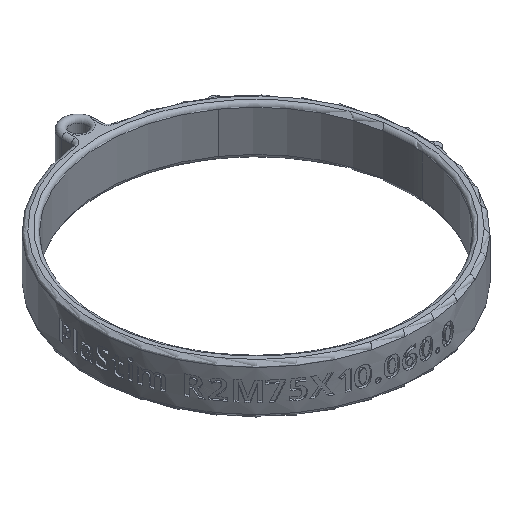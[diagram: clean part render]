
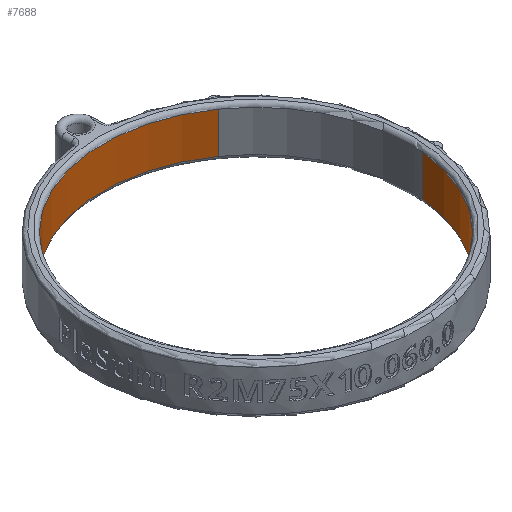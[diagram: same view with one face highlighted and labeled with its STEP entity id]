
A CAD part, isometric view. The second image highlights one B-rep face of the part: STEP entity #7688.
In plain terms, the highlighted cylindrical face has radius 37.5 mm (diameter 75 mm), a partial arc.
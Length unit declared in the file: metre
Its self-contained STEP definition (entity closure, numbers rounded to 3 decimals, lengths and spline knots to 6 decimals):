
#1024=CIRCLE('',#8187,0.0375);
#1031=CIRCLE('',#8195,0.0375);
#3319=ORIENTED_EDGE('',*,*,#4484,.T.);
#3320=ORIENTED_EDGE('',*,*,#4501,.T.);
#3321=ORIENTED_EDGE('',*,*,#4496,.F.);
#3322=ORIENTED_EDGE('',*,*,#4502,.F.);
#4484=EDGE_CURVE('',#5256,#5258,#1024,.T.);
#4496=EDGE_CURVE('',#5270,#5271,#1031,.T.);
#4501=EDGE_CURVE('',#5258,#5271,#5745,.T.);
#4502=EDGE_CURVE('',#5256,#5270,#5746,.T.);
#5256=VERTEX_POINT('',#14676);
#5258=VERTEX_POINT('',#14680);
#5270=VERTEX_POINT('',#14705);
#5271=VERTEX_POINT('',#14707);
#5745=LINE('',#14715,#6223);
#5746=LINE('',#14716,#6224);
#6223=VECTOR('',#9636,1.);
#6224=VECTOR('',#9637,1.);
#6694=EDGE_LOOP('',(#3319,#3320,#3321,#3322));
#7168=FACE_BOUND('',#6694,.T.);
#7263=CYLINDRICAL_SURFACE('',#8198,0.0375);
#7688=ADVANCED_FACE('',(#7168),#7263,.F.);
#8187=AXIS2_PLACEMENT_3D('',#14681,#9604,#9605);
#8195=AXIS2_PLACEMENT_3D('',#14706,#9625,#9626);
#8198=AXIS2_PLACEMENT_3D('',#14714,#9634,#9635);
#9604=DIRECTION('',(0.,0.,1.));
#9605=DIRECTION('',(1.,0.,0.));
#9625=DIRECTION('',(0.,0.,1.));
#9626=DIRECTION('',(1.,0.,0.));
#9634=DIRECTION('',(0.,0.,-1.));
#9635=DIRECTION('',(-1.,0.,0.));
#9636=DIRECTION('',(0.,0.,-1.));
#9637=DIRECTION('',(0.,0.,-1.));
#14676=CARTESIAN_POINT('',(0.021509,0.030718,0.005));
#14680=CARTESIAN_POINT('',(0.037357,-0.003268,0.005));
#14681=CARTESIAN_POINT('',(0.,0.,0.005));
#14705=CARTESIAN_POINT('',(0.021509,0.030718,-0.005));
#14706=CARTESIAN_POINT('',(0.,0.,-0.005));
#14707=CARTESIAN_POINT('',(0.037357,-0.003268,-0.005));
#14714=CARTESIAN_POINT('',(0.,0.,0.005));
#14715=CARTESIAN_POINT('',(0.037357,-0.003268,0.005));
#14716=CARTESIAN_POINT('',(0.021509,0.030718,0.005));
